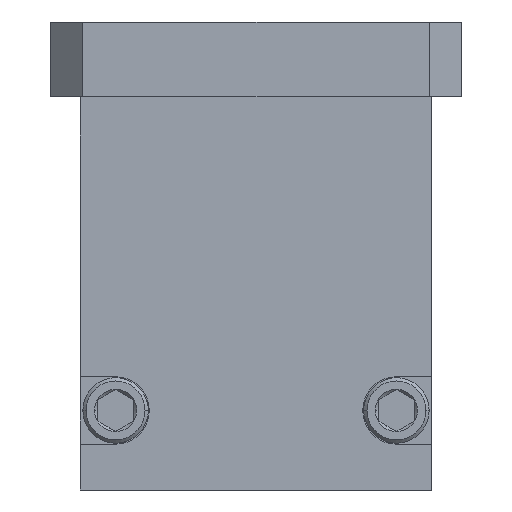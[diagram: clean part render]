
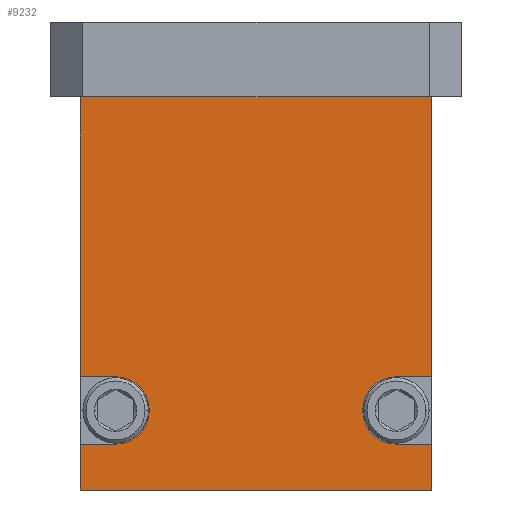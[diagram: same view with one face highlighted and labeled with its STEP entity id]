
A CAD part, front view. The second image highlights one B-rep face of the part: STEP entity #9232.
In plain terms, the highlighted planar face has unit normal (0, -1, 0).
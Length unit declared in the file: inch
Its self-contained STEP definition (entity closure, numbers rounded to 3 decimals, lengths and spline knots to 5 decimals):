
#270 = DIRECTION ( 'NONE',  ( -1., 0., 0. ) ) ;
#316 = ORIENTED_EDGE ( 'NONE', *, *, #6280, .F. ) ;
#469 = AXIS2_PLACEMENT_3D ( 'NONE', #1831, #7849, #7122 ) ;
#547 = CARTESIAN_POINT ( 'NONE',  ( -0.13766, -1.29492, -0.62664 ) ) ;
#602 = EDGE_CURVE ( 'NONE', #4981, #8632, #6570, .T. ) ;
#652 = EDGE_CURVE ( 'NONE', #8632, #8683, #7396, .T. ) ;
#672 = CARTESIAN_POINT ( 'NONE',  ( -0.21266, -1.29492, -0.38464 ) ) ;
#693 = PLANE ( 'NONE',  #1684 ) ;
#769 = VECTOR ( 'NONE', #8313, 39.37008 ) ;
#803 = CIRCLE ( 'NONE', #5265, 0.072 ) ;
#1001 = DIRECTION ( 'NONE',  ( 0., -1., 0. ) ) ;
#1066 = CARTESIAN_POINT ( 'NONE',  ( -0.88766, -1.29492, -0.52864 ) ) ;
#1067 = VECTOR ( 'NONE', #6140, 39.37008 ) ;
#1107 = LINE ( 'NONE', #8279, #769 ) ;
#1226 = LINE ( 'NONE', #4033, #3744 ) ;
#1382 = DIRECTION ( 'NONE',  ( 0., 0., 1. ) ) ;
#1415 = DIRECTION ( 'NONE',  ( 0., 0., 1. ) ) ;
#1684 = AXIS2_PLACEMENT_3D ( 'NONE', #3751, #2963, #1415 ) ;
#1742 = EDGE_CURVE ( 'NONE', #6038, #7631, #5565, .T. ) ;
#1831 = CARTESIAN_POINT ( 'NONE',  ( -0.21266, -1.29492, -0.45664 ) ) ;
#1996 = CARTESIAN_POINT ( 'NONE',  ( -0.13766, -1.29492, -0.52864 ) ) ;
#2015 = VECTOR ( 'NONE', #6794, 39.37008 ) ;
#2029 = CARTESIAN_POINT ( 'NONE',  ( -0.13766, -1.29492, -0.62664 ) ) ;
#2095 = FACE_OUTER_BOUND ( 'NONE', #6618, .T. ) ;
#2130 = EDGE_CURVE ( 'NONE', #9310, #2587, #803, .T. ) ;
#2188 = CARTESIAN_POINT ( 'NONE',  ( -0.13766, -1.29492, 0.21336 ) ) ;
#2214 = VERTEX_POINT ( 'NONE', #5753 ) ;
#2324 = ORIENTED_EDGE ( 'NONE', *, *, #602, .F. ) ;
#2479 = DIRECTION ( 'NONE',  ( 0., 0., -1. ) ) ;
#2509 = CARTESIAN_POINT ( 'NONE',  ( -0.13766, -1.29492, -0.62664 ) ) ;
#2534 = DIRECTION ( 'NONE',  ( -1., 0., 0. ) ) ;
#2555 = VECTOR ( 'NONE', #9478, 39.37008 ) ;
#2587 = VERTEX_POINT ( 'NONE', #8034 ) ;
#2596 = CARTESIAN_POINT ( 'NONE',  ( -0.13766, -1.29492, 0.21336 ) ) ;
#2821 = CARTESIAN_POINT ( 'NONE',  ( -0.88766, -1.29492, -0.62664 ) ) ;
#2837 = DIRECTION ( 'NONE',  ( -1., 0., 0. ) ) ;
#2963 = DIRECTION ( 'NONE',  ( 0., 1., 0. ) ) ;
#3120 = ORIENTED_EDGE ( 'NONE', *, *, #6707, .F. ) ;
#3321 = VECTOR ( 'NONE', #1382, 39.37008 ) ;
#3451 = VECTOR ( 'NONE', #2534, 39.37008 ) ;
#3453 = ORIENTED_EDGE ( 'NONE', *, *, #6365, .F. ) ;
#3585 = LINE ( 'NONE', #5384, #1067 ) ;
#3726 = VERTEX_POINT ( 'NONE', #1066 ) ;
#3744 = VECTOR ( 'NONE', #7799, 39.37008 ) ;
#3751 = CARTESIAN_POINT ( 'NONE',  ( -0.13766, -1.29492, -0.62664 ) ) ;
#4030 = ORIENTED_EDGE ( 'NONE', *, *, #4436, .F. ) ;
#4033 = CARTESIAN_POINT ( 'NONE',  ( -0.13766, -1.29492, -0.52864 ) ) ;
#4116 = CARTESIAN_POINT ( 'NONE',  ( -0.13766, -1.29492, -0.38464 ) ) ;
#4201 = CARTESIAN_POINT ( 'NONE',  ( -0.81266, -1.29492, -0.52864 ) ) ;
#4212 = LINE ( 'NONE', #2509, #5376 ) ;
#4245 = EDGE_CURVE ( 'NONE', #2214, #9392, #4212, .T. ) ;
#4406 = ORIENTED_EDGE ( 'NONE', *, *, #6695, .T. ) ;
#4436 = EDGE_CURVE ( 'NONE', #9392, #3726, #1107, .T. ) ;
#4524 = LINE ( 'NONE', #2029, #3321 ) ;
#4584 = ORIENTED_EDGE ( 'NONE', *, *, #1742, .T. ) ;
#4825 = EDGE_CURVE ( 'NONE', #8683, #5552, #1226, .T. ) ;
#4975 = LINE ( 'NONE', #7317, #6039 ) ;
#4981 = VERTEX_POINT ( 'NONE', #5965 ) ;
#5014 = ORIENTED_EDGE ( 'NONE', *, *, #4245, .F. ) ;
#5265 = AXIS2_PLACEMENT_3D ( 'NONE', #5554, #1001, #2479 ) ;
#5376 = VECTOR ( 'NONE', #270, 39.37008 ) ;
#5382 = ORIENTED_EDGE ( 'NONE', *, *, #7740, .T. ) ;
#5384 = CARTESIAN_POINT ( 'NONE',  ( -0.88766, -1.29492, -0.62664 ) ) ;
#5552 = VERTEX_POINT ( 'NONE', #1996 ) ;
#5554 = CARTESIAN_POINT ( 'NONE',  ( -0.81266, -1.29492, -0.45664 ) ) ;
#5565 = LINE ( 'NONE', #2596, #3451 ) ;
#5753 = CARTESIAN_POINT ( 'NONE',  ( -0.13766, -1.29492, -0.62664 ) ) ;
#5861 = CARTESIAN_POINT ( 'NONE',  ( -0.88766, -1.29492, 0.21336 ) ) ;
#5965 = CARTESIAN_POINT ( 'NONE',  ( -0.13766, -1.29492, -0.38464 ) ) ;
#6038 = VERTEX_POINT ( 'NONE', #2188 ) ;
#6039 = VECTOR ( 'NONE', #2837, 39.37008 ) ;
#6140 = DIRECTION ( 'NONE',  ( 0., 0., 1. ) ) ;
#6280 = EDGE_CURVE ( 'NONE', #3726, #9310, #8882, .T. ) ;
#6365 = EDGE_CURVE ( 'NONE', #7700, #7631, #3585, .T. ) ;
#6570 = LINE ( 'NONE', #4116, #2555 ) ;
#6618 = EDGE_LOOP ( 'NONE', ( #5382, #7476, #7185, #2324, #4406, #4584, #3453, #3120, #7642, #316, #4030, #5014 ) ) ;
#6695 = EDGE_CURVE ( 'NONE', #4981, #6038, #4524, .T. ) ;
#6707 = EDGE_CURVE ( 'NONE', #2587, #7700, #4975, .T. ) ;
#6794 = DIRECTION ( 'NONE',  ( 1., 0., 0. ) ) ;
#7122 = DIRECTION ( 'NONE',  ( 0., 0., -1. ) ) ;
#7185 = ORIENTED_EDGE ( 'NONE', *, *, #652, .F. ) ;
#7317 = CARTESIAN_POINT ( 'NONE',  ( -0.81266, -1.29492, -0.38464 ) ) ;
#7341 = CARTESIAN_POINT ( 'NONE',  ( -0.88766, -1.29492, -0.38464 ) ) ;
#7396 = CIRCLE ( 'NONE', #469, 0.072 ) ;
#7434 = VECTOR ( 'NONE', #9058, 39.37008 ) ;
#7476 = ORIENTED_EDGE ( 'NONE', *, *, #4825, .F. ) ;
#7631 = VERTEX_POINT ( 'NONE', #5861 ) ;
#7642 = ORIENTED_EDGE ( 'NONE', *, *, #2130, .F. ) ;
#7700 = VERTEX_POINT ( 'NONE', #7341 ) ;
#7740 = EDGE_CURVE ( 'NONE', #2214, #5552, #8981, .T. ) ;
#7799 = DIRECTION ( 'NONE',  ( 1., 0., 0. ) ) ;
#7849 = DIRECTION ( 'NONE',  ( 0., -1., 0. ) ) ;
#8034 = CARTESIAN_POINT ( 'NONE',  ( -0.81266, -1.29492, -0.38464 ) ) ;
#8196 = CARTESIAN_POINT ( 'NONE',  ( -0.81266, -1.29492, -0.52864 ) ) ;
#8201 = CARTESIAN_POINT ( 'NONE',  ( -0.21266, -1.29492, -0.52864 ) ) ;
#8279 = CARTESIAN_POINT ( 'NONE',  ( -0.88766, -1.29492, -0.62664 ) ) ;
#8313 = DIRECTION ( 'NONE',  ( 0., 0., 1. ) ) ;
#8632 = VERTEX_POINT ( 'NONE', #672 ) ;
#8683 = VERTEX_POINT ( 'NONE', #8201 ) ;
#8882 = LINE ( 'NONE', #8196, #2015 ) ;
#8981 = LINE ( 'NONE', #547, #7434 ) ;
#9058 = DIRECTION ( 'NONE',  ( 0., 0., 1. ) ) ;
#9232 = ADVANCED_FACE ( 'NONE', ( #2095 ), #693, .F. ) ;
#9310 = VERTEX_POINT ( 'NONE', #4201 ) ;
#9392 = VERTEX_POINT ( 'NONE', #2821 ) ;
#9478 = DIRECTION ( 'NONE',  ( -1., 0., 0. ) ) ;
